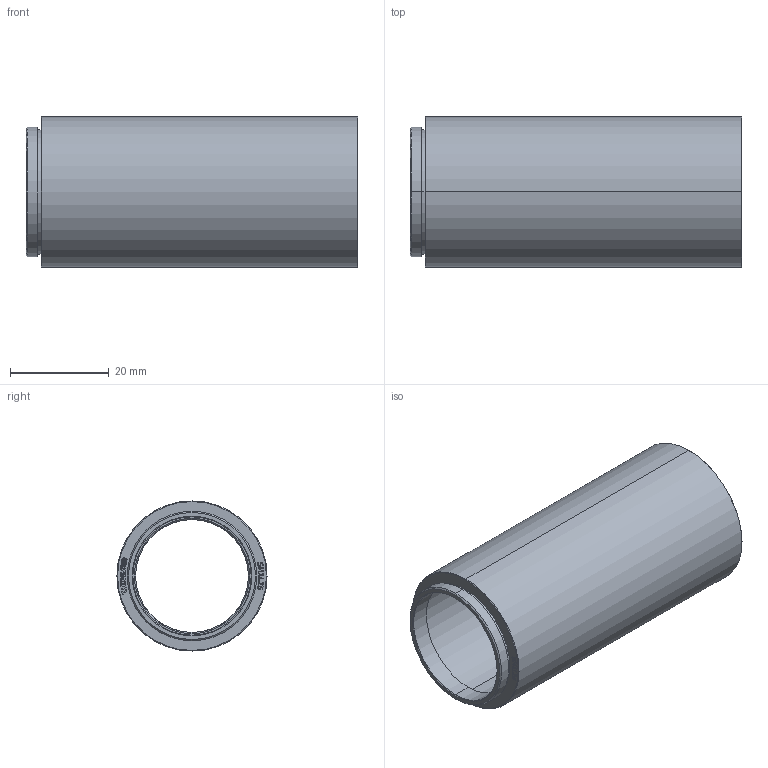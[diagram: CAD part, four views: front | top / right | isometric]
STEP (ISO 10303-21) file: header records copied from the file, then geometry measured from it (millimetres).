
FILE_DESCRIPTION (( 'STEP AP214' ), '1' );
FILE_NAME ('TTN048859-E0W.STEP', '2016-07-13T18:58:37', ( '' ), ( '' ), 'SwSTEP 2.0', 'SolidWorks 2016', '' );
FILE_SCHEMA (( 'AUTOMOTIVE_DESIGN' ));
Length unit declared in the file: inch
Products named in the file (1): TTN048859-E0W
Bounding box: 67.31 x 30.48 x 30.48 mm (x, y, z)
Volume: 12539.3 mm3; surface area: 13146.6 mm2
Topology: 2 solids, 2 shells, 298 faces, 794 edges, 524 vertices
Faces by surface type: bspline 151, plane 111, cone 20, cylinder 16
Entity records: 15989 total; most frequent: CARTESIAN_POINT 5636, ORIENTED_EDGE 1588, DIRECTION 840, EDGE_CURVE 794, VERTEX_POINT 524, VECTOR 424, LINE 424, EDGE_LOOP 326
